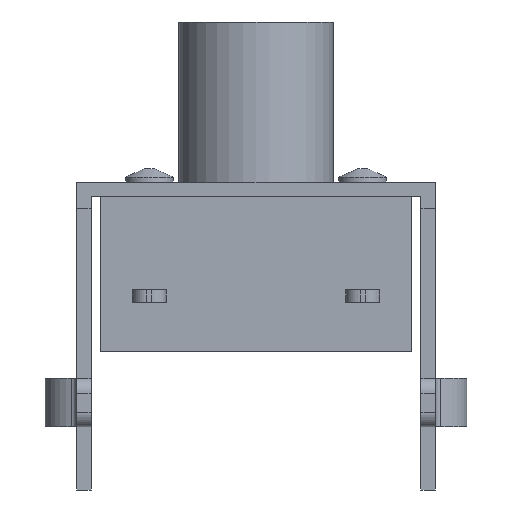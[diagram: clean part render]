
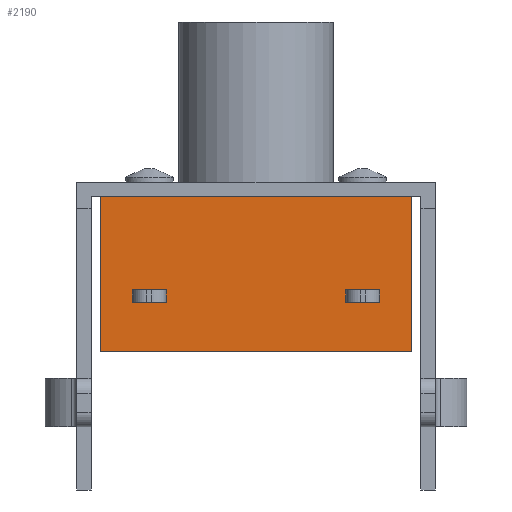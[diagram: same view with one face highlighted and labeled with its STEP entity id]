
A CAD part, front view. The second image highlights one B-rep face of the part: STEP entity #2190.
In plain terms, the highlighted planar face has unit normal (0, -1, 0).
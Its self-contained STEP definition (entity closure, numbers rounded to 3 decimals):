
#1911 = VERTEX_POINT ( 'NONE', #4166 ) ;
#1937 = VERTEX_POINT ( 'NONE', #4218 ) ;
#1939 = EDGE_CURVE ( 'NONE', #1911, #1937, #4217, .T. ) ;
#2041 = EDGE_LOOP ( 'NONE', ( #2042, #2046, #2177, #2180 ) ) ;
#2042 = ORIENTED_EDGE ( 'NONE', *, *, #2043, .F. ) ;
#2043 = EDGE_CURVE ( 'NONE', #2044, #2045, #4430, .T. ) ;
#2044 = VERTEX_POINT ( 'NONE', #4426 ) ;
#2045 = VERTEX_POINT ( 'NONE', #4425 ) ;
#2046 = ORIENTED_EDGE ( 'NONE', *, *, #2047, .F. ) ;
#2047 = EDGE_CURVE ( 'NONE', #2176, #2044, #4423, .T. ) ;
#2073 = VERTEX_POINT ( 'NONE', #4666 ) ;
#2074 = ORIENTED_EDGE ( 'NONE', *, *, #2075, .T. ) ;
#2075 = EDGE_CURVE ( 'NONE', #2073, #2076, #4665, .T. ) ;
#2076 = VERTEX_POINT ( 'NONE', #4661 ) ;
#2077 = ORIENTED_EDGE ( 'NONE', *, *, #2078, .T. ) ;
#2078 = EDGE_CURVE ( 'NONE', #2076, #1911, #4660, .T. ) ;
#2079 = ORIENTED_EDGE ( 'NONE', *, *, #1939, .T. ) ;
#2084 = ORIENTED_EDGE ( 'NONE', *, *, #2085, .F. ) ;
#2085 = EDGE_CURVE ( 'NONE', #2086, #2198, #4652, .T. ) ;
#2086 = VERTEX_POINT ( 'NONE', #4648 ) ;
#2087 = ORIENTED_EDGE ( 'NONE', *, *, #2088, .F. ) ;
#2088 = EDGE_CURVE ( 'NONE', #2195, #2086, #4647, .T. ) ;
#2089 = EDGE_LOOP ( 'NONE', ( #2090, #2074, #2077, #2079 ) ) ;
#2090 = ORIENTED_EDGE ( 'NONE', *, *, #2091, .T. ) ;
#2091 = EDGE_CURVE ( 'NONE', #1937, #2073, #4643, .T. ) ;
#2176 = VERTEX_POINT ( 'NONE', #4803 ) ;
#2177 = ORIENTED_EDGE ( 'NONE', *, *, #2178, .F. ) ;
#2178 = EDGE_CURVE ( 'NONE', #2179, #2176, #4784, .T. ) ;
#2179 = VERTEX_POINT ( 'NONE', #4780 ) ;
#2180 = ORIENTED_EDGE ( 'NONE', *, *, #2181, .F. ) ;
#2181 = EDGE_CURVE ( 'NONE', #2045, #2179, #4920, .T. ) ;
#2190 = ADVANCED_FACE ( 'NONE', ( #4895, #4894, #4893 ), #4853, .F. ) ;
#2191 = EDGE_LOOP ( 'NONE', ( #2192, #2196, #2084, #2087 ) ) ;
#2192 = ORIENTED_EDGE ( 'NONE', *, *, #2193, .F. ) ;
#2193 = EDGE_CURVE ( 'NONE', #2194, #2195, #4848, .T. ) ;
#2194 = VERTEX_POINT ( 'NONE', #4844 ) ;
#2195 = VERTEX_POINT ( 'NONE', #4843 ) ;
#2196 = ORIENTED_EDGE ( 'NONE', *, *, #2197, .F. ) ;
#2197 = EDGE_CURVE ( 'NONE', #2198, #2194, #4842, .T. ) ;
#2198 = VERTEX_POINT ( 'NONE', #4838 ) ;
#4166 = CARTESIAN_POINT ( 'NONE',  ( 6.9, -6.1, -0.3 ) ) ;
#4214 = DIRECTION ( 'NONE',  ( -1., 0., 0. ) ) ;
#4215 = VECTOR ( 'NONE', #4214, 1000. ) ;
#4216 = CARTESIAN_POINT ( 'NONE',  ( 0.5, -6.1, -0.3 ) ) ;
#4217 = LINE ( 'NONE', #4216, #4215 ) ;
#4218 = CARTESIAN_POINT ( 'NONE',  ( 0.5, -6.1, -0.3 ) ) ;
#4420 = DIRECTION ( 'NONE',  ( 0., 0., 1. ) ) ;
#4421 = VECTOR ( 'NONE', #4420, 1000. ) ;
#4422 = CARTESIAN_POINT ( 'NONE',  ( 6.25, -6.1, -2.225 ) ) ;
#4423 = LINE ( 'NONE', #4422, #4421 ) ;
#4425 = CARTESIAN_POINT ( 'NONE',  ( 5.55, -6.1, -2.225 ) ) ;
#4426 = CARTESIAN_POINT ( 'NONE',  ( 6.25, -6.1, -2.225 ) ) ;
#4427 = DIRECTION ( 'NONE',  ( -1., 0., 0. ) ) ;
#4428 = VECTOR ( 'NONE', #4427, 1000. ) ;
#4429 = CARTESIAN_POINT ( 'NONE',  ( 6.25, -6.1, -2.225 ) ) ;
#4430 = LINE ( 'NONE', #4429, #4428 ) ;
#4640 = DIRECTION ( 'NONE',  ( 0., 0., -1. ) ) ;
#4641 = VECTOR ( 'NONE', #4640, 1000. ) ;
#4642 = CARTESIAN_POINT ( 'NONE',  ( 0.5, -6.1, -3.5 ) ) ;
#4643 = LINE ( 'NONE', #4642, #4641 ) ;
#4644 = DIRECTION ( 'NONE',  ( -1., 0., 0. ) ) ;
#4645 = VECTOR ( 'NONE', #4644, 1000. ) ;
#4646 = CARTESIAN_POINT ( 'NONE',  ( 1.15, -6.1, -2.225 ) ) ;
#4647 = LINE ( 'NONE', #4646, #4645 ) ;
#4648 = CARTESIAN_POINT ( 'NONE',  ( 1.15, -6.1, -2.225 ) ) ;
#4649 = DIRECTION ( 'NONE',  ( 0., 0., -1. ) ) ;
#4650 = VECTOR ( 'NONE', #4649, 1000. ) ;
#4651 = CARTESIAN_POINT ( 'NONE',  ( 1.15, -6.1, -2.225 ) ) ;
#4652 = LINE ( 'NONE', #4651, #4650 ) ;
#4657 = DIRECTION ( 'NONE',  ( 0., 0., 1. ) ) ;
#4658 = VECTOR ( 'NONE', #4657, 1000. ) ;
#4659 = CARTESIAN_POINT ( 'NONE',  ( 6.9, -6.1, -3.5 ) ) ;
#4660 = LINE ( 'NONE', #4659, #4658 ) ;
#4661 = CARTESIAN_POINT ( 'NONE',  ( 6.9, -6.1, -3.5 ) ) ;
#4662 = DIRECTION ( 'NONE',  ( 1., 0., 0. ) ) ;
#4663 = VECTOR ( 'NONE', #4662, 1000. ) ;
#4664 = CARTESIAN_POINT ( 'NONE',  ( 0.5, -6.1, -3.5 ) ) ;
#4665 = LINE ( 'NONE', #4664, #4663 ) ;
#4666 = CARTESIAN_POINT ( 'NONE',  ( 0.5, -6.1, -3.5 ) ) ;
#4780 = CARTESIAN_POINT ( 'NONE',  ( 5.55, -6.1, -2.475 ) ) ;
#4781 = DIRECTION ( 'NONE',  ( 1., 0., 0. ) ) ;
#4782 = VECTOR ( 'NONE', #4781, 1000. ) ;
#4783 = CARTESIAN_POINT ( 'NONE',  ( 6.25, -6.1, -2.475 ) ) ;
#4784 = LINE ( 'NONE', #4783, #4782 ) ;
#4803 = CARTESIAN_POINT ( 'NONE',  ( 6.25, -6.1, -2.475 ) ) ;
#4838 = CARTESIAN_POINT ( 'NONE',  ( 1.15, -6.1, -2.475 ) ) ;
#4839 = DIRECTION ( 'NONE',  ( 1., 0., 0. ) ) ;
#4840 = VECTOR ( 'NONE', #4839, 1000. ) ;
#4841 = CARTESIAN_POINT ( 'NONE',  ( 1.15, -6.1, -2.475 ) ) ;
#4842 = LINE ( 'NONE', #4841, #4840 ) ;
#4843 = CARTESIAN_POINT ( 'NONE',  ( 1.85, -6.1, -2.225 ) ) ;
#4844 = CARTESIAN_POINT ( 'NONE',  ( 1.85, -6.1, -2.475 ) ) ;
#4845 = DIRECTION ( 'NONE',  ( 0., 0., 1. ) ) ;
#4846 = VECTOR ( 'NONE', #4845, 1000. ) ;
#4847 = CARTESIAN_POINT ( 'NONE',  ( 1.85, -6.1, -2.225 ) ) ;
#4848 = LINE ( 'NONE', #4847, #4846 ) ;
#4849 = DIRECTION ( 'NONE',  ( 0., 0., 1. ) ) ;
#4850 = DIRECTION ( 'NONE',  ( 0., 1., 0. ) ) ;
#4851 = CARTESIAN_POINT ( 'NONE',  ( 0.5, -6.1, -0.3 ) ) ;
#4852 = AXIS2_PLACEMENT_3D ( 'NONE', #4851, #4850, #4849 ) ;
#4853 = PLANE ( 'NONE',  #4852 ) ;
#4893 = FACE_BOUND ( 'NONE', #2041, .T. ) ;
#4894 = FACE_OUTER_BOUND ( 'NONE', #2089, .T. ) ;
#4895 = FACE_BOUND ( 'NONE', #2191, .T. ) ;
#4917 = DIRECTION ( 'NONE',  ( 0., 0., -1. ) ) ;
#4918 = VECTOR ( 'NONE', #4917, 1000. ) ;
#4919 = CARTESIAN_POINT ( 'NONE',  ( 5.55, -6.1, -2.225 ) ) ;
#4920 = LINE ( 'NONE', #4919, #4918 ) ;
